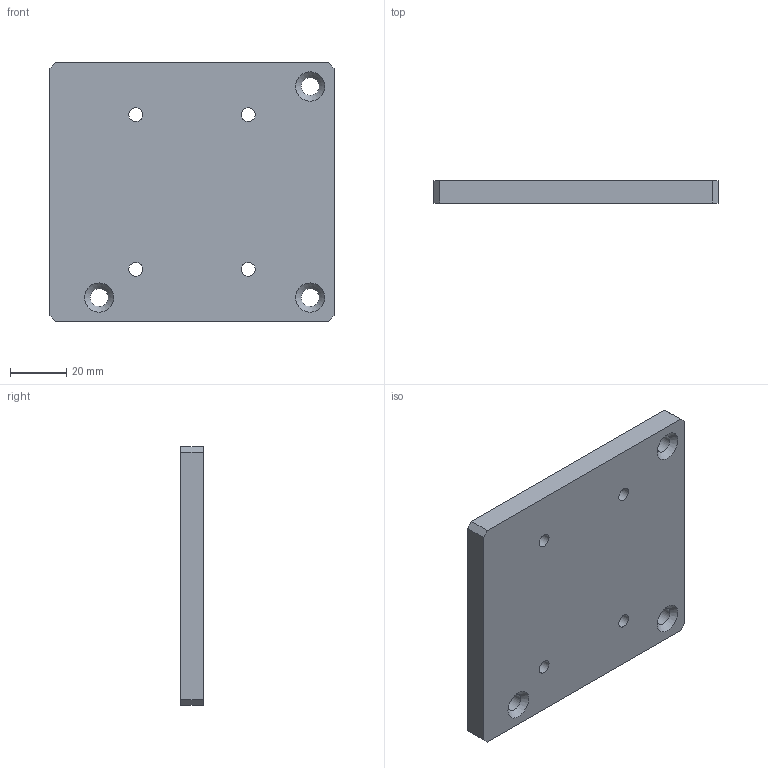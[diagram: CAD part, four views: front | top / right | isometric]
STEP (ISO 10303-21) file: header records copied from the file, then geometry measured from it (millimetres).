
FILE_DESCRIPTION(('FreeCAD Model'),'2;1');
FILE_NAME('Open CASCADE Shape Model','2022-04-01T23:17:49',(''),(''), 'Open CASCADE STEP processor 7.5','FreeCAD','Unknown');
FILE_SCHEMA(('AUTOMOTIVE_DESIGN { 1 0 10303 214 1 1 1 1 }'));
Length unit declared in the file: millimetre
Products named in the file (1): Interface_plate
Bounding box: 101 x 8 x 92 mm (x, y, z)
Volume: 72710.7 mm3; surface area: 22164.5 mm2
Topology: 1 solids, 1 shells, 24 faces, 59 edges, 37 vertices
Faces by surface type: plane 10, cone 7, cylinder 7
Full cylindrical faces by diameter (mm): 4.92 x4, 6.4 x3
Entity records: 1555 total; most frequent: CARTESIAN_POINT 299, DIRECTION 238, LINE 142, VECTOR 142, ORIENTED_EDGE 118, PCURVE 118, DEFINITIONAL_REPRESENTATION 118, EDGE_CURVE 59
